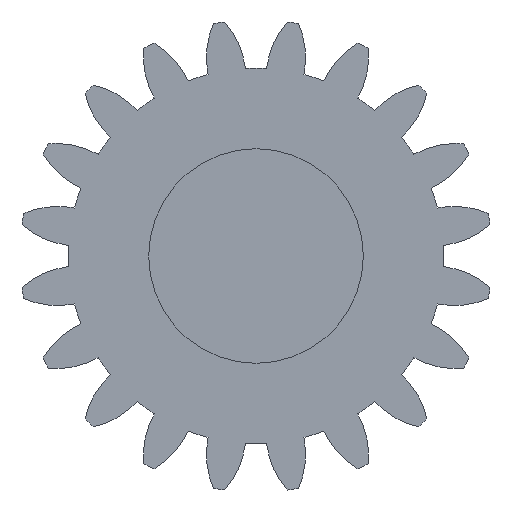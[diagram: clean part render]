
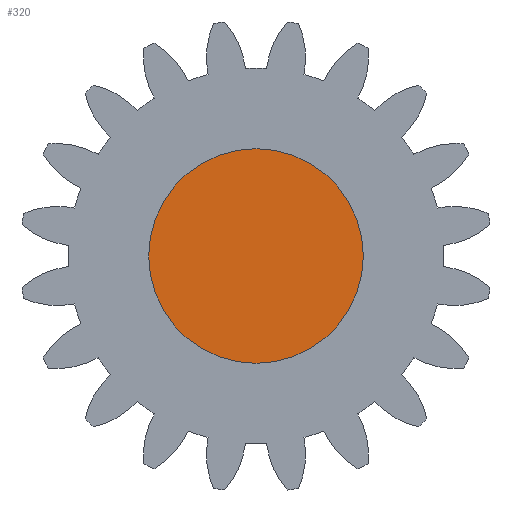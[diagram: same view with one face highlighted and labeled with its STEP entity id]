
A CAD part, left-side view. The second image highlights one B-rep face of the part: STEP entity #320.
In plain terms, the highlighted planar face has unit normal (-1, 0, 0).
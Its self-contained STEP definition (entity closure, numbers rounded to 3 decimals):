
#18 = CARTESIAN_POINT ( 'NONE',  ( -10., 0., 0. ) ) ;
#92 = AXIS2_PLACEMENT_3D ( 'NONE', #18, #2014, #2493 ) ;
#142 = CIRCLE ( 'NONE', #3104, 10. ) ;
#320 = ADVANCED_FACE ( 'NONE', ( #1397 ), #649, .T. ) ;
#463 = DIRECTION ( 'NONE',  ( 0., 0., 1. ) ) ;
#649 = PLANE ( 'NONE',  #1173 ) ;
#1173 = AXIS2_PLACEMENT_3D ( 'NONE', #2133, #1658, #463 ) ;
#1326 = CARTESIAN_POINT ( 'NONE',  ( -10., 0., -10. ) ) ;
#1355 = DIRECTION ( 'NONE',  ( 0., 0., 1. ) ) ;
#1364 = VERTEX_POINT ( 'NONE', #1326 ) ;
#1397 = FACE_OUTER_BOUND ( 'NONE', #1888, .T. ) ;
#1658 = DIRECTION ( 'NONE',  ( -1., 0., 0. ) ) ;
#1888 = EDGE_LOOP ( 'NONE', ( #1941, #3024 ) ) ;
#1941 = ORIENTED_EDGE ( 'NONE', *, *, #2154, .T. ) ;
#2014 = DIRECTION ( 'NONE',  ( -1., 0., 0. ) ) ;
#2133 = CARTESIAN_POINT ( 'NONE',  ( -10., 0., 0. ) ) ;
#2145 = VERTEX_POINT ( 'NONE', #2686 ) ;
#2154 = EDGE_CURVE ( 'NONE', #1364, #2145, #142, .T. ) ;
#2316 = DIRECTION ( 'NONE',  ( -1., 0., 0. ) ) ;
#2493 = DIRECTION ( 'NONE',  ( 0., 0., 1. ) ) ;
#2534 = EDGE_CURVE ( 'NONE', #2145, #1364, #3106, .T. ) ;
#2686 = CARTESIAN_POINT ( 'NONE',  ( -10., 0., 10. ) ) ;
#3024 = ORIENTED_EDGE ( 'NONE', *, *, #2534, .T. ) ;
#3027 = CARTESIAN_POINT ( 'NONE',  ( -10., 0., 0. ) ) ;
#3104 = AXIS2_PLACEMENT_3D ( 'NONE', #3027, #2316, #1355 ) ;
#3106 = CIRCLE ( 'NONE', #92, 10. ) ;
